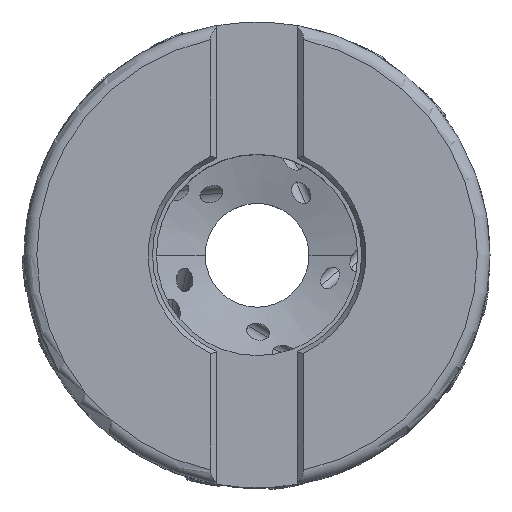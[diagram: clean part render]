
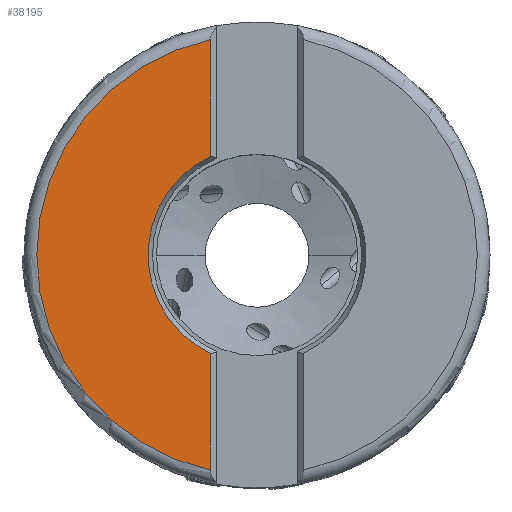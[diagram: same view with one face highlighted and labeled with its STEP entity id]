
A CAD part, top view. The second image highlights one B-rep face of the part: STEP entity #38195.
In plain terms, the highlighted planar face has unit normal (0, 0, 1).
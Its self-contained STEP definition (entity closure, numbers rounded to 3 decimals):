
#17157=CARTESIAN_POINT('',(-7.35,-33.964,0.));
#17199=DIRECTION('',(0.,-1.,0.));
#17200=VECTOR('',#17199,18.421);
#17201=CARTESIAN_POINT('',(-7.35,-15.543,
0.));
#17202=LINE('',#17201,#17200);
#17284=CARTESIAN_POINT('',(-7.35,15.543,
0.));
#17292=DIRECTION('',(0.,-1.,0.));
#17293=VECTOR('',#17292,18.421);
#17294=CARTESIAN_POINT('',(-7.35,33.964,0.));
#17295=LINE('',#17294,#17293);
#17299=CARTESIAN_POINT('',(0.,0.,
0.));
#17300=DIRECTION('',(0.,0.,-1.));
#17301=DIRECTION('',(-0.428,-0.904,0.));
#17302=AXIS2_PLACEMENT_3D('',#17299,#17300,#17301);
#17307=CARTESIAN_POINT('',(0.,0.,0.));
#17308=DIRECTION('',(0.,0.,1.));
#17309=DIRECTION('',(-0.212,0.977,0.));
#17310=AXIS2_PLACEMENT_3D('',#17307,#17308,#17309);
#22511=VERTEX_POINT('',#17157);
#22512=CARTESIAN_POINT('',(-7.35,33.964,0.));
#22513=VERTEX_POINT('',#22512);
#22532=VERTEX_POINT('',#17284);
#22533=CARTESIAN_POINT('',(-7.35,-15.543,
0.));
#22534=VERTEX_POINT('',#22533);
#38184=CARTESIAN_POINT('',(-21.05,0.,0.));
#38185=DIRECTION('',(0.,0.,1.));
#38186=DIRECTION('',(0.,-1.,0.));
#38187=AXIS2_PLACEMENT_3D('',#38184,#38185,#38186);
#38188=PLANE('',#38187);
#38189=ORIENTED_EDGE('',*,*,#38135,.F.);
#38190=ORIENTED_EDGE('',*,*,#38117,.T.);
#38191=ORIENTED_EDGE('',*,*,#38103,.F.);
#38192=ORIENTED_EDGE('',*,*,#38179,.T.);
#38193=EDGE_LOOP('',(#38189,#38190,#38191,#38192));
#38194=FACE_OUTER_BOUND('',#38193,.F.);
#17303=CIRCLE('',#17302,17.193);
#17311=CIRCLE('',#17310,34.75);
#38103=EDGE_CURVE('',#22513,#22511,#17311,.T.);
#38117=EDGE_CURVE('',#22534,#22511,#17202,.T.);
#38135=EDGE_CURVE('',#22534,#22532,#17303,.T.);
#38179=EDGE_CURVE('',#22513,#22532,#17295,.T.);
#38195=ADVANCED_FACE('',(#38194),#38188,.T.);
